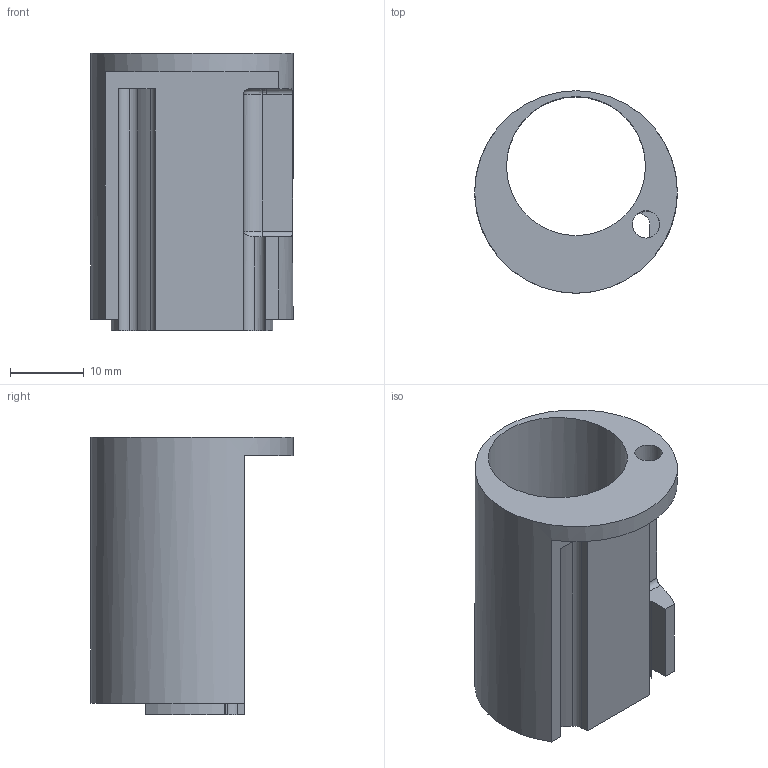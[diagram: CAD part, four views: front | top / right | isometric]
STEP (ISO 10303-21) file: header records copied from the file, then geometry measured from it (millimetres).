
FILE_DESCRIPTION(('HOOPS Exchange Step'),'2;1');
FILE_NAME('temp_export','2023-05-03T10:22:40+02:00',('mobile'),('Shapr3D Limited'),'HOOPS Exchange 2022.2','Shapr3D','Authorized');
FILE_SCHEMA( ('AUTOMOTIVE_DESIGN { 1 0 10303 214 1 1 1 1 }') );
Length unit declared in the file: millimetre
Products named in the file (3): EX-RV1K-03 PIEZA GUIA BATERIA_v6; 0. ROVER-1K_v6_RCA.stp; root
Assembly tree (2 placements, depth 3):
  root
    0. ROVER-1K_v6_RCA.stp
      EX-RV1K-03 PIEZA GUIA BATERIA_v6
Bounding box: 27.4 x 27.4 x 37.5 mm (x, y, z)
Volume: 6290.5 mm3; surface area: 6300.7 mm2
Topology: 1 solids, 1 shells, 45 faces, 135 edges, 90 vertices
Faces by surface type: cylinder 21, plane 14, cone 6, bspline 3, torus 1
Full cylindrical faces by diameter (mm): 1.2 x2, 1.7 x4, 3.7 x1, 18.8 x1, 27.4 x1
Entity records: 1734 total; most frequent: CARTESIAN_POINT 448, DIRECTION 267, ORIENTED_EDGE 258, EDGE_CURVE 129, AXIS2_PLACEMENT_3D 105, VERTEX_POINT 90, CIRCLE 60, VECTOR 57
